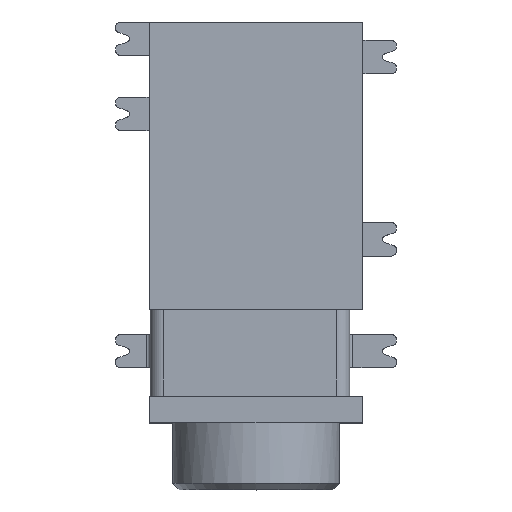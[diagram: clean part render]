
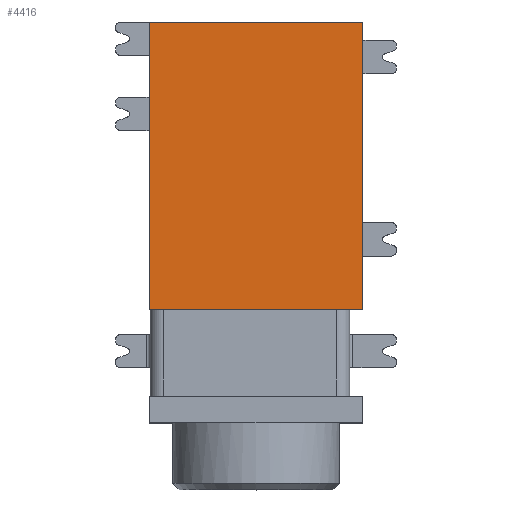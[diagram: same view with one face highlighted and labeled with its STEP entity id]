
A CAD part, top view. The second image highlights one B-rep face of the part: STEP entity #4416.
In plain terms, the highlighted planar face has unit normal (0, 0, 1).
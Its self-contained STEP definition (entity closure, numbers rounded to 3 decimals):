
#964=ORIENTED_EDGE('',*,*,#1573,.F.);
#965=ORIENTED_EDGE('',*,*,#1574,.F.);
#966=ORIENTED_EDGE('',*,*,#1481,.F.);
#967=ORIENTED_EDGE('',*,*,#1572,.T.);
#1481=EDGE_CURVE('',#1846,#1847,#2161,.T.);
#1572=EDGE_CURVE('',#1846,#1907,#2224,.T.);
#1573=EDGE_CURVE('',#1908,#1907,#2225,.T.);
#1574=EDGE_CURVE('',#1847,#1908,#2226,.T.);
#1846=VERTEX_POINT('',#6371);
#1847=VERTEX_POINT('',#6373);
#1907=VERTEX_POINT('',#6555);
#1908=VERTEX_POINT('',#6559);
#2161=LINE('',#6372,#2492);
#2224=LINE('',#6556,#2555);
#2225=LINE('',#6558,#2556);
#2226=LINE('',#6560,#2557);
#2492=VECTOR('',#5413,1000.);
#2555=VECTOR('',#5596,1000.);
#2556=VECTOR('',#5599,1000.);
#2557=VECTOR('',#5600,1000.);
#2750=EDGE_LOOP('',(#964,#965,#966,#967));
#2936=FACE_BOUND('',#2750,.T.);
#3053=PLANE('',#4716);
#4416=ADVANCED_FACE('',(#2936),#3053,.F.);
#4716=AXIS2_PLACEMENT_3D('',#6557,#5597,#5598);
#5413=DIRECTION('',(1.,0.,0.));
#5596=DIRECTION('',(0.,-1.,0.));
#5597=DIRECTION('',(0.,0.,-1.));
#5598=DIRECTION('',(-1.,0.,0.));
#5599=DIRECTION('',(-1.,0.,0.));
#5600=DIRECTION('',(0.,-1.,0.));
#6371=CARTESIAN_POINT('',(-3.2,11.99,4.6));
#6372=CARTESIAN_POINT('',(-3.,11.99,4.6));
#6373=CARTESIAN_POINT('',(3.2,11.99,4.6));
#6555=CARTESIAN_POINT('',(-3.2,3.4,4.6));
#6556=CARTESIAN_POINT('',(-3.2,12.,4.6));
#6557=CARTESIAN_POINT('',(-3.,12.,4.6));
#6558=CARTESIAN_POINT('',(-2.6,3.4,4.6));
#6559=CARTESIAN_POINT('',(3.2,3.4,4.6));
#6560=CARTESIAN_POINT('',(3.2,12.,4.6));
